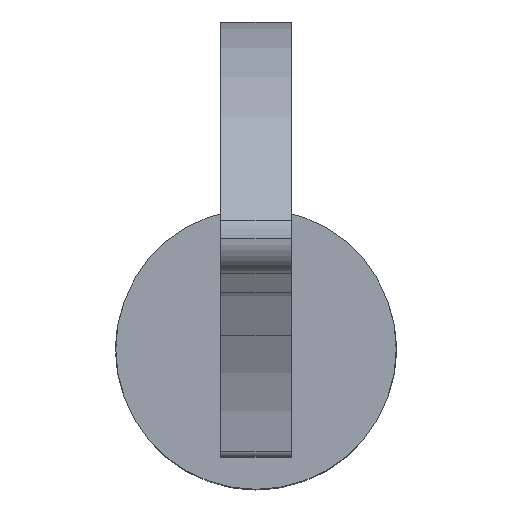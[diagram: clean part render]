
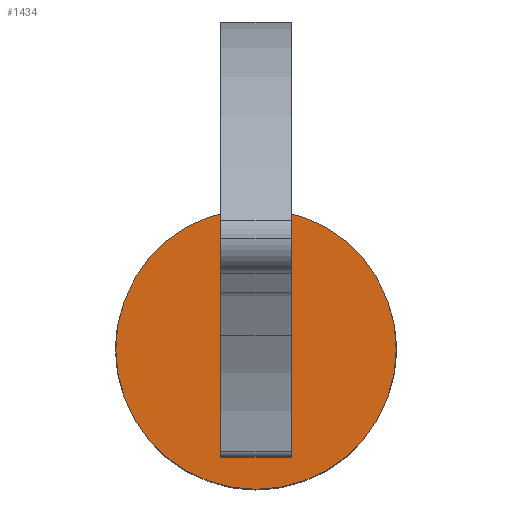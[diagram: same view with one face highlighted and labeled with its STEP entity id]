
A CAD part, top view. The second image highlights one B-rep face of the part: STEP entity #1434.
In plain terms, the highlighted planar face has unit normal (0, 0, 1).
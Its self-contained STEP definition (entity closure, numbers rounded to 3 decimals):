
#34 = VERTEX_POINT ( 'NONE', #1042 ) ;
#52 = ORIENTED_EDGE ( 'NONE', *, *, #1297, .F. ) ;
#76 = DIRECTION ( 'NONE',  ( 1., 0., 0. ) ) ;
#97 = DIRECTION ( 'NONE',  ( 0., 0., -1. ) ) ;
#99 = LINE ( 'NONE', #1306, #1220 ) ;
#114 = ORIENTED_EDGE ( 'NONE', *, *, #1077, .T. ) ;
#124 = CIRCLE ( 'NONE', #1224, 12. ) ;
#156 = CARTESIAN_POINT ( 'NONE',  ( 3., -9.25, -42. ) ) ;
#168 = VERTEX_POINT ( 'NONE', #156 ) ;
#208 = DIRECTION ( 'NONE',  ( -1., 0., 0. ) ) ;
#220 = VERTEX_POINT ( 'NONE', #871 ) ;
#277 = EDGE_LOOP ( 'NONE', ( #1113, #1324, #1291, #52 ) ) ;
#296 = DIRECTION ( 'NONE',  ( 0., 0., 1. ) ) ;
#374 = VECTOR ( 'NONE', #724, 1000. ) ;
#382 = VERTEX_POINT ( 'NONE', #1368 ) ;
#384 = FACE_OUTER_BOUND ( 'NONE', #1110, .T. ) ;
#427 = CARTESIAN_POINT ( 'NONE',  ( 0., 0., -42. ) ) ;
#459 = FACE_BOUND ( 'NONE', #277, .T. ) ;
#461 = VERTEX_POINT ( 'NONE', #717 ) ;
#500 = LINE ( 'NONE', #1406, #1357 ) ;
#506 = AXIS2_PLACEMENT_3D ( 'NONE', #894, #296, #775 ) ;
#529 = AXIS2_PLACEMENT_3D ( 'NONE', #549, #97, #208 ) ;
#549 = CARTESIAN_POINT ( 'NONE',  ( 0., 12., -42. ) ) ;
#618 = LINE ( 'NONE', #1304, #374 ) ;
#665 = EDGE_CURVE ( 'NONE', #168, #34, #618, .T. ) ;
#687 = CIRCLE ( 'NONE', #506, 12. ) ;
#717 = CARTESIAN_POINT ( 'NONE',  ( -3., 9.25, -42. ) ) ;
#724 = DIRECTION ( 'NONE',  ( -1., 0., 0. ) ) ;
#725 = LINE ( 'NONE', #857, #1299 ) ;
#731 = DIRECTION ( 'NONE',  ( -1., 0., 0. ) ) ;
#744 = EDGE_CURVE ( 'NONE', #168, #1272, #99, .T. ) ;
#753 = ORIENTED_EDGE ( 'NONE', *, *, #1438, .T. ) ;
#775 = DIRECTION ( 'NONE',  ( 1., 0., 0. ) ) ;
#857 = CARTESIAN_POINT ( 'NONE',  ( -3., 0., -42. ) ) ;
#871 = CARTESIAN_POINT ( 'NONE',  ( 12., 0., -42. ) ) ;
#894 = CARTESIAN_POINT ( 'NONE',  ( 0., 0., -42. ) ) ;
#999 = DIRECTION ( 'NONE',  ( 0., 1., 0. ) ) ;
#1042 = CARTESIAN_POINT ( 'NONE',  ( -3., -9.25, -42. ) ) ;
#1076 = EDGE_CURVE ( 'NONE', #34, #461, #725, .T. ) ;
#1077 = EDGE_CURVE ( 'NONE', #220, #382, #687, .T. ) ;
#1110 = EDGE_LOOP ( 'NONE', ( #114, #753 ) ) ;
#1113 = ORIENTED_EDGE ( 'NONE', *, *, #744, .F. ) ;
#1137 = DIRECTION ( 'NONE',  ( 0., 0., 1. ) ) ;
#1220 = VECTOR ( 'NONE', #1405, 1000. ) ;
#1224 = AXIS2_PLACEMENT_3D ( 'NONE', #427, #1137, #76 ) ;
#1255 = CARTESIAN_POINT ( 'NONE',  ( 3., 9.25, -42. ) ) ;
#1272 = VERTEX_POINT ( 'NONE', #1255 ) ;
#1291 = ORIENTED_EDGE ( 'NONE', *, *, #1076, .T. ) ;
#1297 = EDGE_CURVE ( 'NONE', #1272, #461, #500, .T. ) ;
#1299 = VECTOR ( 'NONE', #999, 1000. ) ;
#1304 = CARTESIAN_POINT ( 'NONE',  ( 3., -9.25, -42. ) ) ;
#1306 = CARTESIAN_POINT ( 'NONE',  ( 3., 0., -42. ) ) ;
#1324 = ORIENTED_EDGE ( 'NONE', *, *, #665, .T. ) ;
#1357 = VECTOR ( 'NONE', #731, 1000. ) ;
#1368 = CARTESIAN_POINT ( 'NONE',  ( -12., 0., -42. ) ) ;
#1405 = DIRECTION ( 'NONE',  ( 0., 1., 0. ) ) ;
#1406 = CARTESIAN_POINT ( 'NONE',  ( 3., 9.25, -42. ) ) ;
#1434 = ADVANCED_FACE ( 'NONE', ( #459, #384 ), #1465, .F. ) ;
#1438 = EDGE_CURVE ( 'NONE', #382, #220, #124, .T. ) ;
#1465 = PLANE ( 'NONE',  #529 ) ;
